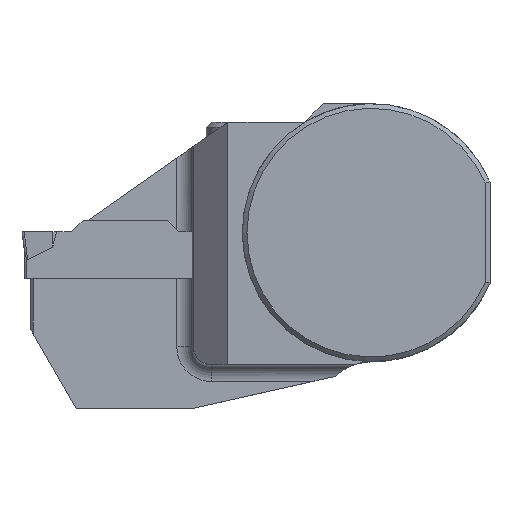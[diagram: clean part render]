
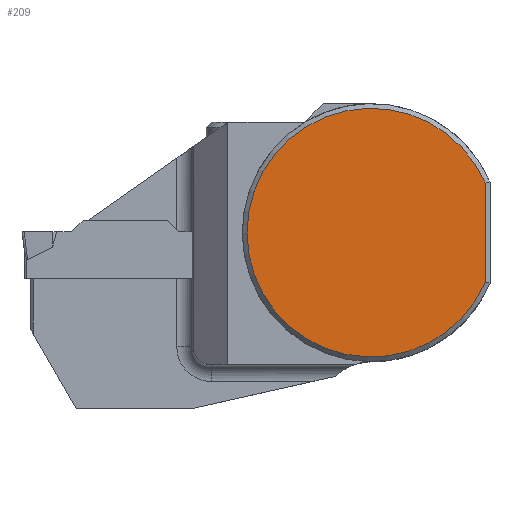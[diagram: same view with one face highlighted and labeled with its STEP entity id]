
A CAD part, top view. The second image highlights one B-rep face of the part: STEP entity #209.
In plain terms, the highlighted planar face has unit normal (0, 0, 1).
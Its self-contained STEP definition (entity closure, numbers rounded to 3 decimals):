
#150=CIRCLE('',#1579,12.049);
#209=ADVANCED_FACE('',(#330),#266,.F.);
#266=PLANE('',#1581);
#330=FACE_OUTER_BOUND('',#403,.T.);
#403=EDGE_LOOP('',(#744,#745));
#744=ORIENTED_EDGE('',*,*,#1102,.T.);
#745=ORIENTED_EDGE('',*,*,#1110,.F.);
#925=VERTEX_POINT('',#2525);
#926=VERTEX_POINT('',#2527);
#1102=EDGE_CURVE('',#926,#925,#1246,.T.);
#1110=EDGE_CURVE('',#926,#925,#150,.T.);
#1246=LINE('',#2526,#1385);
#1385=VECTOR('',#1883,1.);
#1579=AXIS2_PLACEMENT_3D('',#2547,#1908,#1909);
#1581=AXIS2_PLACEMENT_3D('',#2549,#1912,#1913);
#1883=DIRECTION('',(0.,1.,0.));
#1908=DIRECTION('',(0.,0.,-1.));
#1909=DIRECTION('',(1.,0.,0.));
#1912=DIRECTION('',(0.,0.,-1.));
#1913=DIRECTION('',(-1.,0.,0.));
#2525=CARTESIAN_POINT('',(11.049,4.806,0.));
#2526=CARTESIAN_POINT('',(11.049,12.5,0.));
#2527=CARTESIAN_POINT('',(11.049,-4.806,0.));
#2547=CARTESIAN_POINT('',(0.,0.,0.));
#2549=CARTESIAN_POINT('',(-12.049,0.,0.));
